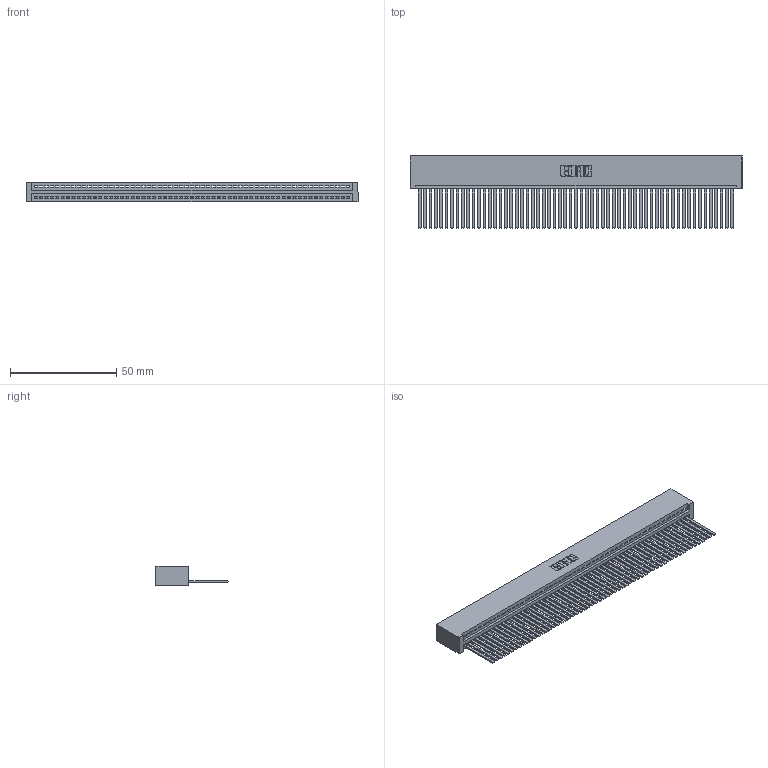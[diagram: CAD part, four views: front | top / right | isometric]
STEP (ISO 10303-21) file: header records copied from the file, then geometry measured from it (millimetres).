
FILE_DESCRIPTION (( 'STEP AP203' ), '1' );
FILE_NAME ('345-059-544-101.STEP', '2019-10-10T20:39:59', ( '' ), ( '' ), 'SwSTEP 2.0', 'SolidWorks 2016', '' );
FILE_SCHEMA (( 'CONFIG_CONTROL_DESIGN' ));
Length unit declared in the file: inch
Products named in the file (3): 345-292-001_345-293-144; 345-059-544-101; 345 Part_No Mounting Lugs
Assembly tree (60 placements, depth 2):
  345-059-544-101
    345 Part_No Mounting Lugs
    345-292-001_345-293-144  x59
Bounding box: 156.46 x 33.96 x 9.4 mm (x, y, z)
Volume: 16268 mm3; surface area: 24091.3 mm2
Topology: 60 solids, 60 shells, 3186 faces, 9639 edges, 6346 vertices
Faces by surface type: plane 2200, cylinder 986
Entity records: 41655 total; most frequent: CARTESIAN_POINT 7221, ORIENTED_EDGE 7214, DIRECTION 6273, EDGE_CURVE 3607, LINE 3251, VECTOR 3251, VERTEX_POINT 2402, AXIS2_PLACEMENT_3D 1511
